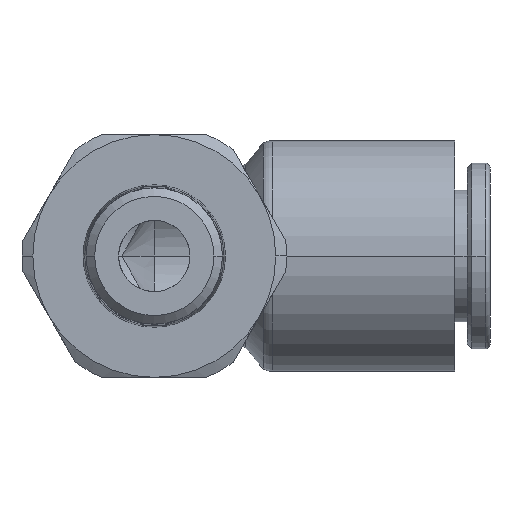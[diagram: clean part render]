
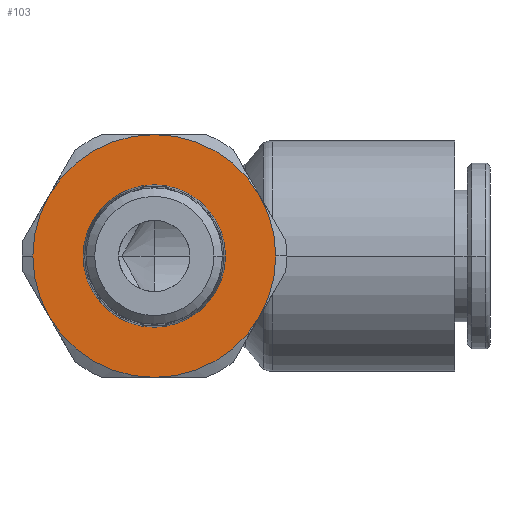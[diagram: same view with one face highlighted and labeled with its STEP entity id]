
A CAD part, front view. The second image highlights one B-rep face of the part: STEP entity #103.
In plain terms, the highlighted planar face has unit normal (0, -1, 0).
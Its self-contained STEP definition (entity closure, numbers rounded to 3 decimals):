
#103=ADVANCED_FACE('',(#255,#256),#257,.F.);
#255=FACE_OUTER_BOUND('',#441,.T.);
#256=FACE_BOUND('',#442,.T.);
#257=PLANE('',#443);
#441=EDGE_LOOP('',(#960,#961,#962,#963,#964,#965,#966,#967));
#442=EDGE_LOOP('',(#968,#969));
#443=AXIS2_PLACEMENT_3D('',#970,#971,#972);
#960=ORIENTED_EDGE('',*,*,#1352,.F.);
#961=ORIENTED_EDGE('',*,*,#1353,.F.);
#962=ORIENTED_EDGE('',*,*,#1354,.F.);
#963=ORIENTED_EDGE('',*,*,#1221,.F.);
#964=ORIENTED_EDGE('',*,*,#1355,.F.);
#965=ORIENTED_EDGE('',*,*,#1356,.F.);
#966=ORIENTED_EDGE('',*,*,#1215,.F.);
#967=ORIENTED_EDGE('',*,*,#1357,.F.);
#968=ORIENTED_EDGE('',*,*,#1198,.T.);
#969=ORIENTED_EDGE('',*,*,#1358,.T.);
#970=CARTESIAN_POINT('',(0.,7.508,0.));
#971=DIRECTION('',(0.0,1.0,0.0));
#972=DIRECTION('',(0.0,0.0,1.0));
#1198=EDGE_CURVE('',#1408,#1412,#1414,.T.);
#1215=EDGE_CURVE('',#1444,#1447,#1448,.T.);
#1221=EDGE_CURVE('',#1457,#1453,#1459,.T.);
#1352=EDGE_CURVE('',#1672,#1673,#1674,.T.);
#1353=EDGE_CURVE('',#1675,#1672,#1676,.T.);
#1354=EDGE_CURVE('',#1453,#1675,#1677,.T.);
#1355=EDGE_CURVE('',#1678,#1457,#1679,.T.);
#1356=EDGE_CURVE('',#1447,#1678,#1680,.T.);
#1357=EDGE_CURVE('',#1673,#1444,#1681,.T.);
#1358=EDGE_CURVE('',#1412,#1408,#1682,.T.);
#1408=VERTEX_POINT('',#1754);
#1412=VERTEX_POINT('',#1759);
#1414=CIRCLE('',#1762,4.985);
#1444=VERTEX_POINT('',#1820);
#1447=VERTEX_POINT('',#1824);
#1448=CIRCLE('',#1825,8.5);
#1453=VERTEX_POINT('',#1841);
#1457=VERTEX_POINT('',#1846);
#1459=CIRCLE('',#1859,8.5);
#1672=VERTEX_POINT('',#2597);
#1673=VERTEX_POINT('',#2598);
#1674=CIRCLE('',#2599,8.5);
#1675=VERTEX_POINT('',#2600);
#1676=CIRCLE('',#2601,8.5);
#1677=CIRCLE('',#2602,8.5);
#1678=VERTEX_POINT('',#2603);
#1679=CIRCLE('',#2604,8.5);
#1680=CIRCLE('',#2605,8.5);
#1681=CIRCLE('',#2606,8.5);
#1682=CIRCLE('',#2607,4.985);
#1754=CARTESIAN_POINT('',(4.985,7.508,0.0));
#1759=CARTESIAN_POINT('',(-4.985,7.508,0.));
#1762=AXIS2_PLACEMENT_3D('',#2913,#2914,#2915);
#1820=CARTESIAN_POINT('',(8.5,7.508,0.));
#1824=CARTESIAN_POINT('',(7.361,7.508,-4.25));
#1825=AXIS2_PLACEMENT_3D('',#2944,#2945,#2946);
#1841=CARTESIAN_POINT('',(-8.5,7.508,0.));
#1846=CARTESIAN_POINT('',(-7.361,7.508,-4.25));
#1859=AXIS2_PLACEMENT_3D('',#2954,#2955,#2956);
#2597=CARTESIAN_POINT('',(0.,7.508,8.5));
#2598=CARTESIAN_POINT('',(7.361,7.508,4.25));
#2599=AXIS2_PLACEMENT_3D('',#3225,#3226,#3227);
#2600=CARTESIAN_POINT('',(-7.361,7.508,4.25));
#2601=AXIS2_PLACEMENT_3D('',#3228,#3229,#3230);
#2602=AXIS2_PLACEMENT_3D('',#3231,#3232,#3233);
#2603=CARTESIAN_POINT('',(0.0,7.508,-8.5));
#2604=AXIS2_PLACEMENT_3D('',#3234,#3235,#3236);
#2605=AXIS2_PLACEMENT_3D('',#3237,#3238,#3239);
#2606=AXIS2_PLACEMENT_3D('',#3240,#3241,#3242);
#2607=AXIS2_PLACEMENT_3D('',#3243,#3244,#3245);
#2913=CARTESIAN_POINT('',(0.0,7.508,0.0));
#2914=DIRECTION('',(-0.0,1.0,0.0));
#2915=DIRECTION('',(1.0,0.0,0.0));
#2944=CARTESIAN_POINT('',(0.0,7.508,0.0));
#2945=DIRECTION('',(-0.0,1.0,0.0));
#2946=DIRECTION('',(1.0,0.0,0.0));
#2954=CARTESIAN_POINT('',(0.0,7.508,0.0));
#2955=DIRECTION('',(-0.0,1.0,0.0));
#2956=DIRECTION('',(1.0,0.0,0.0));
#3225=CARTESIAN_POINT('',(0.0,7.508,0.0));
#3226=DIRECTION('',(-0.0,1.0,0.0));
#3227=DIRECTION('',(1.0,0.0,0.0));
#3228=CARTESIAN_POINT('',(0.0,7.508,0.0));
#3229=DIRECTION('',(-0.0,1.0,0.0));
#3230=DIRECTION('',(1.0,0.0,0.0));
#3231=CARTESIAN_POINT('',(0.0,7.508,0.0));
#3232=DIRECTION('',(-0.0,1.0,0.0));
#3233=DIRECTION('',(1.0,0.0,0.0));
#3234=CARTESIAN_POINT('',(0.0,7.508,0.0));
#3235=DIRECTION('',(-0.0,1.0,0.0));
#3236=DIRECTION('',(1.0,0.0,0.0));
#3237=CARTESIAN_POINT('',(0.0,7.508,0.0));
#3238=DIRECTION('',(-0.0,1.0,0.0));
#3239=DIRECTION('',(1.0,0.0,0.0));
#3240=CARTESIAN_POINT('',(0.0,7.508,0.0));
#3241=DIRECTION('',(-0.0,1.0,0.0));
#3242=DIRECTION('',(1.0,0.0,0.0));
#3243=CARTESIAN_POINT('',(0.0,7.508,0.0));
#3244=DIRECTION('',(-0.0,1.0,0.0));
#3245=DIRECTION('',(1.0,0.0,0.0));
